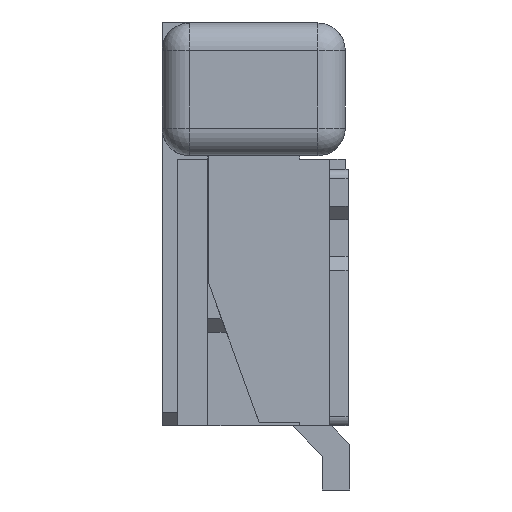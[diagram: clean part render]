
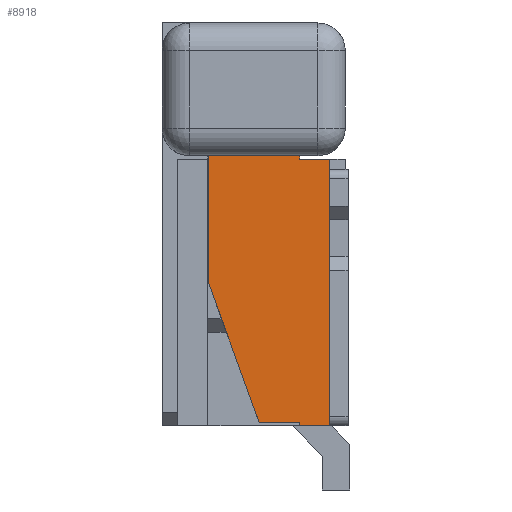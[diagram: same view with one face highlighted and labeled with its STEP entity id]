
A CAD part, left-side view. The second image highlights one B-rep face of the part: STEP entity #8918.
In plain terms, the highlighted planar face has unit normal (-1, 0, 0).
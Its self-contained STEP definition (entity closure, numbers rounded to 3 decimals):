
#247=FACE_OUTER_BOUND('',#713,.T.);
#713=EDGE_LOOP('',(#5820,#5821,#5822,#5823,#5824,#5825,#5826,#5827,#5828,
#5829));
#1206=LINE('',#12389,#2379);
#1230=LINE('',#12438,#2403);
#1233=LINE('',#12444,#2406);
#1247=LINE('',#12470,#2420);
#1269=LINE('',#12513,#2442);
#1274=LINE('',#12523,#2447);
#1280=LINE('',#12534,#2453);
#1281=LINE('',#12536,#2454);
#1282=LINE('',#12538,#2455);
#1283=LINE('',#12539,#2456);
#2379=VECTOR('',#10064,0.99);
#2403=VECTOR('',#10098,0.04);
#2406=VECTOR('',#10103,0.33);
#2420=VECTOR('',#10119,0.04);
#2442=VECTOR('',#10147,1.399);
#2447=VECTOR('',#10156,1.608);
#2453=VECTOR('',#10164,0.44);
#2454=VECTOR('',#10165,0.33);
#2455=VECTOR('',#10166,2.8);
#2456=VECTOR('',#10167,0.11);
#3557=VERTEX_POINT('',#12386);
#3558=VERTEX_POINT('',#12388);
#3578=VERTEX_POINT('',#12437);
#3580=VERTEX_POINT('',#12443);
#3590=VERTEX_POINT('',#12467);
#3591=VERTEX_POINT('',#12469);
#3609=VERTEX_POINT('',#12511);
#3612=VERTEX_POINT('',#12522);
#3617=VERTEX_POINT('',#12535);
#3618=VERTEX_POINT('',#12537);
#4414=EDGE_CURVE('',#3557,#3558,#1206,.T.);
#4438=EDGE_CURVE('',#3558,#3578,#1230,.T.);
#4441=EDGE_CURVE('',#3580,#3578,#1233,.T.);
#4455=EDGE_CURVE('',#3590,#3591,#1247,.T.);
#4477=EDGE_CURVE('',#3557,#3609,#1269,.T.);
#4482=EDGE_CURVE('',#3609,#3612,#1274,.T.);
#4488=EDGE_CURVE('',#3612,#3591,#1280,.T.);
#4489=EDGE_CURVE('',#3590,#3617,#1281,.T.);
#4490=EDGE_CURVE('',#3617,#3618,#1282,.T.);
#4491=EDGE_CURVE('',#3580,#3618,#1283,.T.);
#5820=ORIENTED_EDGE('',*,*,#4438,.F.);
#5821=ORIENTED_EDGE('',*,*,#4414,.F.);
#5822=ORIENTED_EDGE('',*,*,#4477,.T.);
#5823=ORIENTED_EDGE('',*,*,#4482,.T.);
#5824=ORIENTED_EDGE('',*,*,#4488,.T.);
#5825=ORIENTED_EDGE('',*,*,#4455,.F.);
#5826=ORIENTED_EDGE('',*,*,#4489,.T.);
#5827=ORIENTED_EDGE('',*,*,#4490,.T.);
#5828=ORIENTED_EDGE('',*,*,#4491,.F.);
#5829=ORIENTED_EDGE('',*,*,#4441,.T.);
#8226=PLANE('',#9420);
#8918=ADVANCED_FACE('',(#247),#8226,.T.);
#9420=AXIS2_PLACEMENT_3D('',#12533,#10162,#10163);
#10064=DIRECTION('',(0.,-1.,0.));
#10098=DIRECTION('',(0.,0.,-1.));
#10103=DIRECTION('',(0.,1.,0.));
#10119=DIRECTION('',(0.,0.,1.));
#10147=DIRECTION('',(0.,0.,-1.));
#10156=DIRECTION('',(0.,-0.342,-0.94));
#10162=DIRECTION('center_axis',(-1.,0.,0.));
#10163=DIRECTION('ref_axis',(0.,-1.,0.));
#10164=DIRECTION('',(0.,-1.,0.));
#10165=DIRECTION('',(0.,-1.,0.));
#10166=DIRECTION('',(0.,0.,1.));
#10167=DIRECTION('',(0.,0.,-1.));
#12386=CARTESIAN_POINT('',(-8.12,0.49,-1.45));
#12388=CARTESIAN_POINT('',(-8.12,-0.5,-1.45));
#12389=CARTESIAN_POINT('',(-8.12,0.49,-1.45));
#12437=CARTESIAN_POINT('',(-8.12,-0.5,-1.49));
#12438=CARTESIAN_POINT('',(-8.12,-0.5,-1.45));
#12443=CARTESIAN_POINT('',(-8.12,-0.83,-1.49));
#12444=CARTESIAN_POINT('',(-8.12,-0.83,-1.49));
#12467=CARTESIAN_POINT('',(-8.12,-0.5,-4.4));
#12469=CARTESIAN_POINT('',(-8.12,-0.5,-4.36));
#12470=CARTESIAN_POINT('',(-8.12,-0.5,-4.4));
#12511=CARTESIAN_POINT('',(-8.12,0.49,-2.849));
#12513=CARTESIAN_POINT('',(-8.12,0.49,-1.45));
#12522=CARTESIAN_POINT('',(-8.12,-0.06,-4.36));
#12523=CARTESIAN_POINT('',(-8.12,0.49,-2.849));
#12533=CARTESIAN_POINT('Origin',(-8.12,0.83,-1.45));
#12534=CARTESIAN_POINT('',(-8.12,-0.06,-4.36));
#12535=CARTESIAN_POINT('',(-8.12,-0.83,-4.4));
#12536=CARTESIAN_POINT('',(-8.12,-0.5,-4.4));
#12537=CARTESIAN_POINT('',(-8.12,-0.83,-1.6));
#12538=CARTESIAN_POINT('',(-8.12,-0.83,-4.4));
#12539=CARTESIAN_POINT('',(-8.12,-0.83,-1.49));
